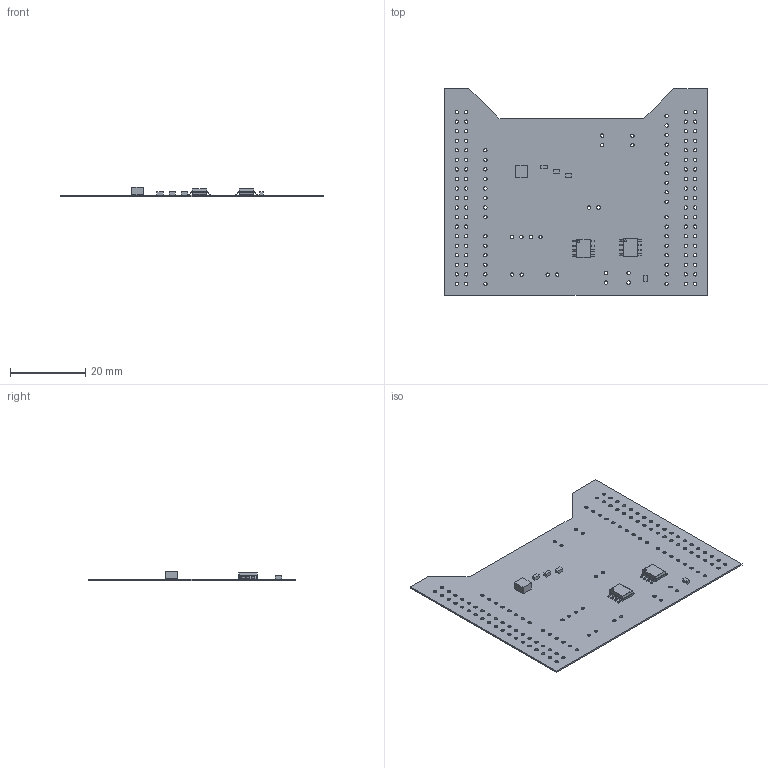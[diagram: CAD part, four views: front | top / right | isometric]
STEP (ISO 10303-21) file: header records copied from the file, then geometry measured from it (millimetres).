
FILE_DESCRIPTION(('Open CASCADE Model'),'2;1');
FILE_NAME('Open CASCADE Shape Model','2020-07-26T18:42:17',('Author'),( 'Open CASCADE'),'Open CASCADE STEP processor 6.8','Open CASCADE 6.8' ,'Unknown');
FILE_SCHEMA(('AUTOMOTIVE_DESIGN { 1 0 10303 214 1 1 1 1 }'));
Length unit declared in the file: millimetre
Products named in the file (19): PCB; BoardCAN-Shield; IC2CAN-Shield; 6351716992; Body; PinsArrayLR; R4CAN-Shield; 6341947264; Extruded; R3CAN-Shield; R2CAN-Shield; 6341947456; R1CAN-Shield; LED1CAN-Shield; 6351717568; Pins; IC1CAN-Shield
Assembly tree (21 placements, depth 4):
  PCB
    BoardCAN-Shield
    IC2CAN-Shield
      6351716992
        Body
        PinsArrayLR
    R4CAN-Shield
      6341947264
        Extruded
    R3CAN-Shield
      6341947264
        Extruded
    R2CAN-Shield
      6341947456
        Extruded
    R1CAN-Shield
      6341947264
        Extruded
    LED1CAN-Shield
      6351717568
        Body
        Pins
    IC1CAN-Shield
      6351716992
        Body
        PinsArrayLR
Bounding box: 70 x 55 x 2.55 mm (x, y, z)
Volume: 1484.8 mm3; surface area: 7286.9 mm2
Topology: 30 solids, 30 shells, 460 faces, 1162 edges, 764 vertices
Faces by surface type: plane 268, cylinder 192
Full cylindrical faces by diameter (mm): 0.487 x2, 0.9 x126
Entity records: 10841 total; most frequent: DIRECTION 1821, CARTESIAN_POINT 1715, ORIENTED_EDGE 1654, EDGE_CURVE 827, AXIS2_PLACEMENT_3D 652, FACE_BOUND 573, EDGE_LOOP 573, VERTEX_POINT 546
